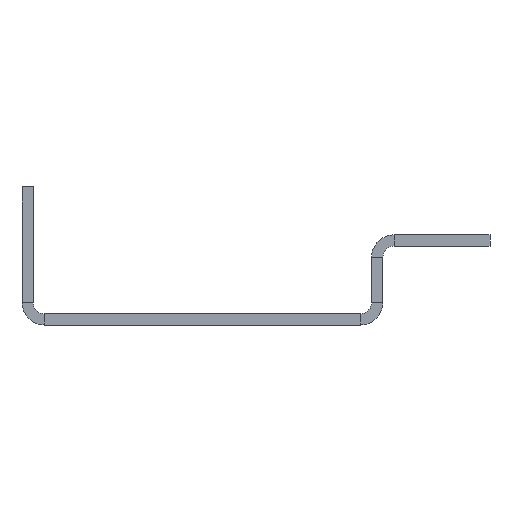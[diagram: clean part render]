
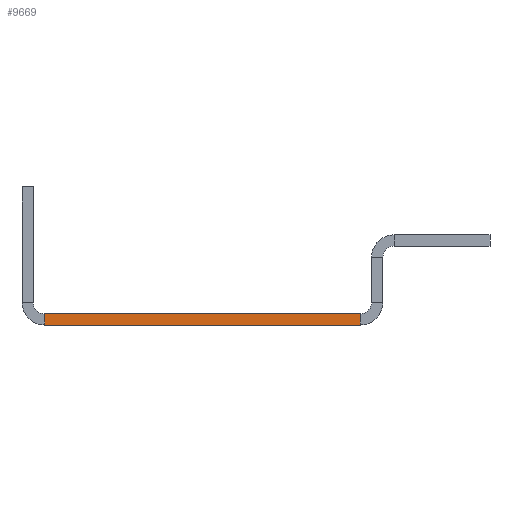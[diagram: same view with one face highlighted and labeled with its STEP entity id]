
A CAD part, front view. The second image highlights one B-rep face of the part: STEP entity #9669.
In plain terms, the highlighted planar face has unit normal (0, -1, 0).
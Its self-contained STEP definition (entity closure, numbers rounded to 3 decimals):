
#244=PLANE('',#10263);
#675=FACE_OUTER_BOUND('',#1199,.T.);
#1199=EDGE_LOOP('',(#7089,#7090,#7091,#7092));
#1865=LINE('',#13332,#3145);
#1920=LINE('',#13503,#3200);
#1973=LINE('',#13669,#3253);
#1974=LINE('',#13670,#3254);
#3145=VECTOR('',#10859,1000.);
#3200=VECTOR('',#10990,1000.);
#3253=VECTOR('',#11121,1000.);
#3254=VECTOR('',#11122,1000.);
#4559=VERTEX_POINT('',#13329);
#4560=VERTEX_POINT('',#13331);
#4636=VERTEX_POINT('',#13497);
#4638=VERTEX_POINT('',#13501);
#5483=EDGE_CURVE('',#4560,#4559,#1865,.T.);
#5575=EDGE_CURVE('',#4638,#4636,#1920,.T.);
#5665=EDGE_CURVE('',#4636,#4559,#1973,.T.);
#5666=EDGE_CURVE('',#4638,#4560,#1974,.T.);
#7089=ORIENTED_EDGE('',*,*,#5665,.F.);
#7090=ORIENTED_EDGE('',*,*,#5575,.F.);
#7091=ORIENTED_EDGE('',*,*,#5666,.T.);
#7092=ORIENTED_EDGE('',*,*,#5483,.T.);
#9669=ADVANCED_FACE('',(#675),#244,.T.);
#10263=AXIS2_PLACEMENT_3D('',#13668,#11119,#11120);
#10859=DIRECTION('',(1.,0.,0.));
#10990=DIRECTION('',(1.,0.,0.));
#11119=DIRECTION('center_axis',(0.,-1.,0.));
#11120=DIRECTION('ref_axis',(0.,0.,-1.));
#11121=DIRECTION('',(0.,0.,-1.));
#11122=DIRECTION('',(0.,0.,-1.));
#13329=CARTESIAN_POINT('',(28.,-360.,-2.));
#13331=CARTESIAN_POINT('',(-28.,-360.,-2.));
#13332=CARTESIAN_POINT('',(-32.,-360.,-2.));
#13497=CARTESIAN_POINT('',(28.,-360.,0.));
#13501=CARTESIAN_POINT('',(-28.,-360.,0.));
#13503=CARTESIAN_POINT('',(-32.,-360.,0.));
#13668=CARTESIAN_POINT('Origin',(-32.,-360.,-2.));
#13669=CARTESIAN_POINT('',(28.,-360.,0.));
#13670=CARTESIAN_POINT('',(-28.,-360.,0.));
